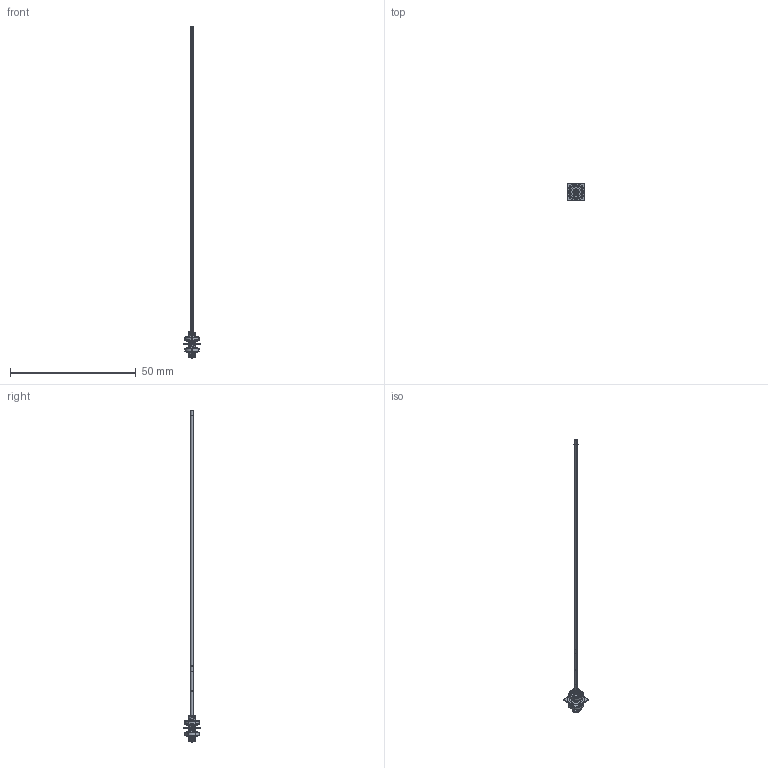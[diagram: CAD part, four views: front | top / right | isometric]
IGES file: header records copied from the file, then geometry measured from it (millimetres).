
Start section:  PTC IGES file: 188740.igs
Global section: file name: 188740.igs; native system: Creo Parametric by Parametric Technology Corporation; preprocessor: 2013230; author: pdmadmin; organization: Unknown; date: 20160112.153338; units: millimetre
Bounding box: 7.13 x 7.13 x 132.16 mm (x, y, z)
Volume: 202.7 mm3; surface area: 6120.7 mm2
Topology: 6 solids, 9 shells, 336 faces, 1802 edges, 2330 vertices
Faces by surface type: revolution 220, bspline 116
